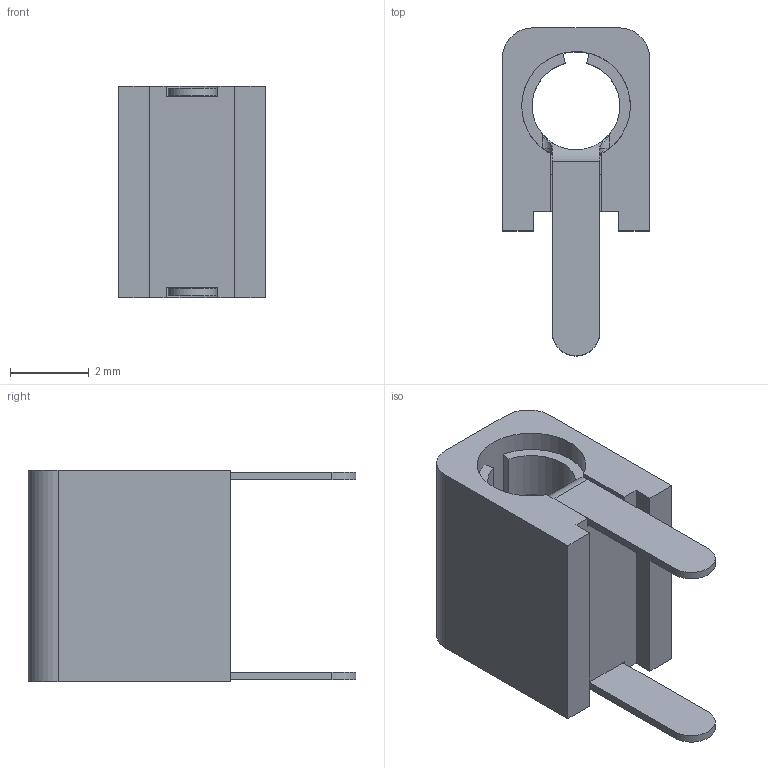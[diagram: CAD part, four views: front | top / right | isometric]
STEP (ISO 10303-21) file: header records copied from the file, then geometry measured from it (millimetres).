
FILE_DESCRIPTION(/* description */ (''),/* implementation_level */ '2;1');
FILE_NAME(/* name */ 'CON-RA-2MM-105-1103-001.step',/* time_stamp */ '2022-09-14T09:02:31-06:00',/* author */ (''),/* organization */ (''),/* preprocessor_version */ 'ST-DEVELOPER v19',/* originating_system */ 'Autodesk Translation Framework v11.7.0.108',/* authorisation */ '');
FILE_SCHEMA (('AUTOMOTIVE_DESIGN { 1 0 10303 214 3 1 1 }'));
Length unit declared in the file: inch
Products named in the file (1): CON-RA-2MM-105-1103-001
Bounding box: 3.73 x 8.33 x 5.38 mm (x, y, z)
Volume: 70.4 mm3; surface area: 243.5 mm2
Topology: 3 solids, 3 shells, 67 faces, 187 edges, 122 vertices
Faces by surface type: plane 40, cylinder 23, bspline 4
Full cylindrical faces by diameter (mm): 2.76 x1
Entity records: 2348 total; most frequent: CARTESIAN_POINT 593, ORIENTED_EDGE 370, DIRECTION 343, EDGE_CURVE 185, VERTEX_POINT 122, AXIS2_PLACEMENT_3D 116, LINE 111, VECTOR 111
